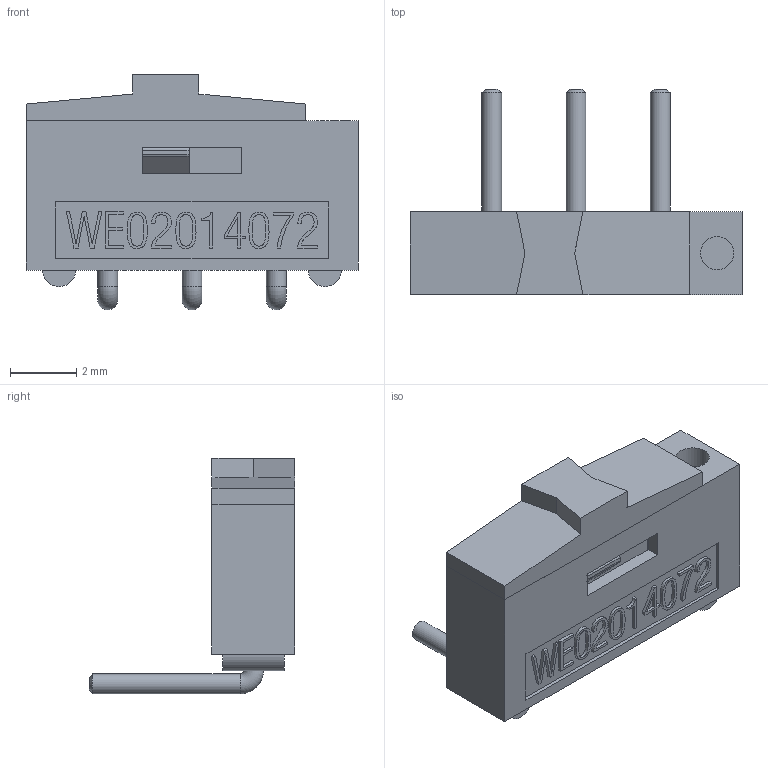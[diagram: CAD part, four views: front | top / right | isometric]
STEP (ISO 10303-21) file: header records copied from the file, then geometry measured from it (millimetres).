
FILE_DESCRIPTION( ( 'Unknown' ), '1' );
FILE_NAME( '450302014072.stp', 'Unknown', ( 'Unknown' ), ( 'Unknown' ), 'PSStep 13.0', 'Unknown', ' ' );
FILE_SCHEMA( ( 'AUTOMOTIVE_DESIGN { 1 0 10303 214 1 1 1 1 }' ) );
Length unit declared in the file: millimetre
Products named in the file (3): Assem1; cover; slide
Bounding box: 10 x 6.2 x 7.1 mm (x, y, z)
Volume: 228.1 mm3; surface area: 673.4 mm2
Topology: 4 solids, 4 shells, 334 faces, 816 edges, 540 vertices
Faces by surface type: plane 270, extrusion 26, cylinder 26, cone 6, torus 6
Full cylindrical faces by diameter (mm): 0.6 x12, 1 x2
Entity records: 6332 total; most frequent: CARTESIAN_POINT 1368, ORIENTED_EDGE 772, DIRECTION 592, EDGE_CURVE 386, VERTEX_POINT 267, VECTOR 220, EDGE_LOOP 215, LINE 207
